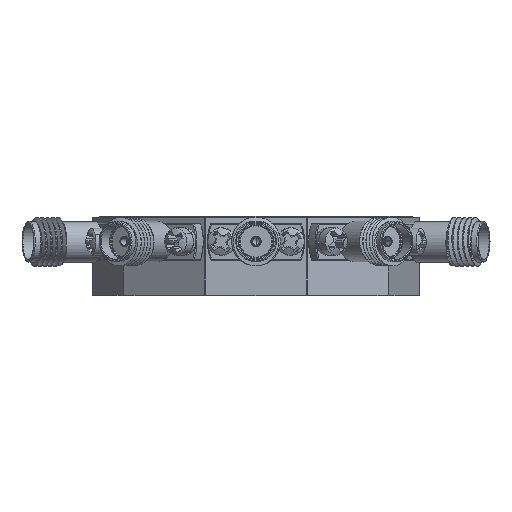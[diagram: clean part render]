
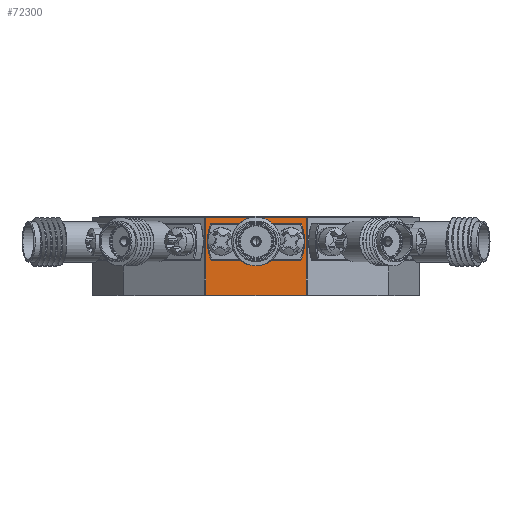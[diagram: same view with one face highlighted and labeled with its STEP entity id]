
A CAD part, top view. The second image highlights one B-rep face of the part: STEP entity #72300.
In plain terms, the highlighted planar face has unit normal (0, 0, 1).
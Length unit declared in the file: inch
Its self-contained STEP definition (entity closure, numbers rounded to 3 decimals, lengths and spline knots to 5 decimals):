
#187 = VERTEX_POINT ( 'NONE', #100502 ) ;
#5133 = CARTESIAN_POINT ( 'NONE',  ( -0.25669, 0., 0.8 ) ) ;
#5827 = VERTEX_POINT ( 'NONE', #78586 ) ;
#8674 = EDGE_LOOP ( 'NONE', ( #29556, #63032, #31607, #68345 ) ) ;
#12789 = VERTEX_POINT ( 'NONE', #106689 ) ;
#16769 = CARTESIAN_POINT ( 'NONE',  ( 0., -0.125, 0.8 ) ) ;
#19140 = AXIS2_PLACEMENT_3D ( 'NONE', #96560, #106693, #69912 ) ;
#19425 = EDGE_LOOP ( 'NONE', ( #68809, #98051 ) ) ;
#20755 = DIRECTION ( 'NONE',  ( 0., 1., 0. ) ) ;
#21498 = VECTOR ( 'NONE', #51349, 39.37008 ) ;
#23390 = DIRECTION ( 'NONE',  ( 1., 0., 0. ) ) ;
#27538 = EDGE_CURVE ( 'NONE', #5827, #113047, #74134, .T. ) ;
#29556 = ORIENTED_EDGE ( 'NONE', *, *, #37582, .F. ) ;
#31388 = CARTESIAN_POINT ( 'NONE',  ( 0.006, -0.125, 0.8 ) ) ;
#31607 = ORIENTED_EDGE ( 'NONE', *, *, #102676, .T. ) ;
#35661 = EDGE_CURVE ( 'NONE', #12789, #92631, #94033, .T. ) ;
#35817 = VECTOR ( 'NONE', #113040, 39.37008 ) ;
#37582 = EDGE_CURVE ( 'NONE', #92631, #113047, #66839, .T. ) ;
#46815 = CARTESIAN_POINT ( 'NONE',  ( 0.25669, -0.4, 0.8 ) ) ;
#47916 = AXIS2_PLACEMENT_3D ( 'NONE', #73325, #117258, #80434 ) ;
#51349 = DIRECTION ( 'NONE',  ( 0., 1., 0. ) ) ;
#52165 = VECTOR ( 'NONE', #20755, 39.37008 ) ;
#53193 = FACE_OUTER_BOUND ( 'NONE', #8674, .T. ) ;
#55532 = PLANE ( 'NONE',  #47916 ) ;
#58965 = CARTESIAN_POINT ( 'NONE',  ( -0.25669, 0., 0.8 ) ) ;
#63032 = ORIENTED_EDGE ( 'NONE', *, *, #35661, .F. ) ;
#66416 = EDGE_CURVE ( 'NONE', #78158, #187, #75954, .T. ) ;
#66839 = LINE ( 'NONE', #5133, #106945 ) ;
#67353 = CARTESIAN_POINT ( 'NONE',  ( -0.25669, -0.4, 0.8 ) ) ;
#67857 = AXIS2_PLACEMENT_3D ( 'NONE', #16769, #71346, #23390 ) ;
#68345 = ORIENTED_EDGE ( 'NONE', *, *, #27538, .T. ) ;
#68809 = ORIENTED_EDGE ( 'NONE', *, *, #115169, .F. ) ;
#69912 = DIRECTION ( 'NONE',  ( 1., 0., 0. ) ) ;
#71346 = DIRECTION ( 'NONE',  ( 0., 0., 1. ) ) ;
#72300 = ADVANCED_FACE ( 'NONE', ( #116078, #53193 ), #55532, .T. ) ;
#73325 = CARTESIAN_POINT ( 'NONE',  ( -0.25669, -0.4, 0.8 ) ) ;
#74134 = LINE ( 'NONE', #46815, #52165 ) ;
#75954 = CIRCLE ( 'NONE', #19140, 0.006 ) ;
#78158 = VERTEX_POINT ( 'NONE', #31388 ) ;
#78586 = CARTESIAN_POINT ( 'NONE',  ( 0.25669, -0.4, 0.8 ) ) ;
#80434 = DIRECTION ( 'NONE',  ( 1., 0., 0. ) ) ;
#80454 = CARTESIAN_POINT ( 'NONE',  ( 0.25669, 0., 0.8 ) ) ;
#92307 = CARTESIAN_POINT ( 'NONE',  ( -0.25669, -0.4, 0.8 ) ) ;
#92631 = VERTEX_POINT ( 'NONE', #58965 ) ;
#94033 = LINE ( 'NONE', #67353, #21498 ) ;
#94599 = LINE ( 'NONE', #92307, #35817 ) ;
#96560 = CARTESIAN_POINT ( 'NONE',  ( 0., -0.125, 0.8 ) ) ;
#98051 = ORIENTED_EDGE ( 'NONE', *, *, #66416, .F. ) ;
#100502 = CARTESIAN_POINT ( 'NONE',  ( -0.006, -0.125, 0.8 ) ) ;
#102676 = EDGE_CURVE ( 'NONE', #12789, #5827, #94599, .T. ) ;
#103060 = DIRECTION ( 'NONE',  ( 1., 0., 0. ) ) ;
#106689 = CARTESIAN_POINT ( 'NONE',  ( -0.25669, -0.4, 0.8 ) ) ;
#106693 = DIRECTION ( 'NONE',  ( 0., 0., 1. ) ) ;
#106945 = VECTOR ( 'NONE', #103060, 39.37008 ) ;
#113040 = DIRECTION ( 'NONE',  ( 1., 0., 0. ) ) ;
#113047 = VERTEX_POINT ( 'NONE', #80454 ) ;
#115169 = EDGE_CURVE ( 'NONE', #187, #78158, #117218, .T. ) ;
#116078 = FACE_BOUND ( 'NONE', #19425, .T. ) ;
#117218 = CIRCLE ( 'NONE', #67857, 0.006 ) ;
#117258 = DIRECTION ( 'NONE',  ( 0., 0., 1. ) ) ;
